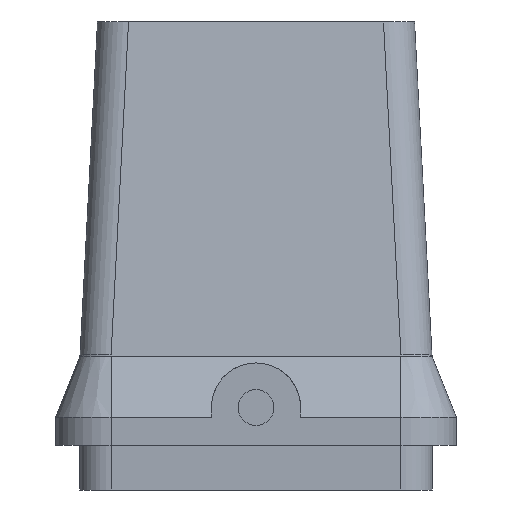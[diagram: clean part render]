
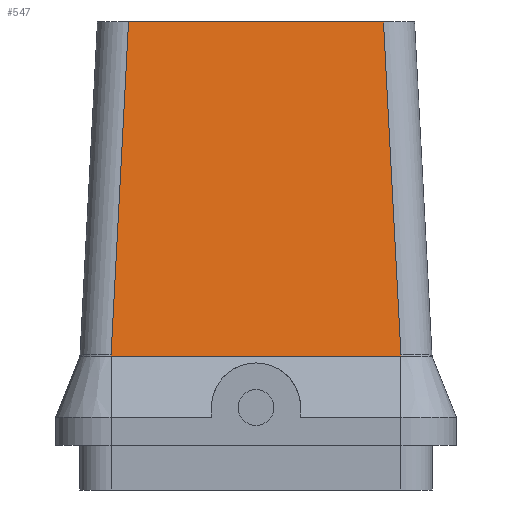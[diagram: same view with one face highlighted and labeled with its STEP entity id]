
A CAD part, left-side view. The second image highlights one B-rep face of the part: STEP entity #547.
In plain terms, the highlighted planar face has unit normal (-0.994, 0, 0.113).
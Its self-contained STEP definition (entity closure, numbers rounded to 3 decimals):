
#547 = ADVANCED_FACE( '', ( #1192 ), #1193, .F. );
#1192 = FACE_OUTER_BOUND( '', #2133, .T. );
#1193 = PLANE( '', #2134 );
#2133 = EDGE_LOOP( '', ( #4016, #4017, #4018, #4019, #4020, #4021, #4022, #4023 ) );
#2134 = AXIS2_PLACEMENT_3D( '', #4024, #4025, #4026 );
#4016 = ORIENTED_EDGE( '', *, *, #4872, .F. );
#4017 = ORIENTED_EDGE( '', *, *, #5157, .T. );
#4018 = ORIENTED_EDGE( '', *, *, #5231, .T. );
#4019 = ORIENTED_EDGE( '', *, *, #4795, .T. );
#4020 = ORIENTED_EDGE( '', *, *, #5073, .T. );
#4021 = ORIENTED_EDGE( '', *, *, #5232, .F. );
#4022 = ORIENTED_EDGE( '', *, *, #4768, .F. );
#4023 = ORIENTED_EDGE( '', *, *, #5233, .F. );
#4024 = CARTESIAN_POINT( '', ( -60.5, 124.121, 20. ) );
#4025 = DIRECTION( '', ( 0.994, 0., -0.113 ) );
#4026 = DIRECTION( '', ( -0.113, 0., -0.994 ) );
#4768 = EDGE_CURVE( '', #5666, #5661, #5668, .T. );
#4795 = EDGE_CURVE( '', #5713, #5714, #5715, .T. );
#4872 = EDGE_CURVE( '', #5830, #5832, #5833, .T. );
#5073 = EDGE_CURVE( '', #5714, #6059, #6137, .T. );
#5157 = EDGE_CURVE( '', #5830, #6254, #6256, .F. );
#5231 = EDGE_CURVE( '', #6254, #5713, #6354, .T. );
#5232 = EDGE_CURVE( '', #5661, #6059, #6355, .T. );
#5233 = EDGE_CURVE( '', #5832, #5666, #6356, .F. );
#5661 = VERTEX_POINT( '', #6986 );
#5666 = VERTEX_POINT( '', #7066 );
#5668 = B_SPLINE_CURVE_WITH_KNOTS( '', 3, ( #7068, #7069, #7070, #7071 ), .UNSPECIFIED., .F., .F., ( 4, 4 ), ( 0., 0. ), .UNSPECIFIED. );
#5713 = VERTEX_POINT( '', #7134 );
#5714 = VERTEX_POINT( '', #7135 );
#5715 = LINE( '', #7136, #7137 );
#5830 = VERTEX_POINT( '', #7422 );
#5832 = VERTEX_POINT( '', #7424 );
#5833 = LINE( '', #7425, #7426 );
#6059 = VERTEX_POINT( '', #7760 );
#6137 = LINE( '', #7945, #7946 );
#6254 = VERTEX_POINT( '', #8152 );
#6256 = LINE( '', #8154, #8155 );
#6354 = B_SPLINE_CURVE_WITH_KNOTS( '', 3, ( #8288, #8289, #8290, #8291 ), .UNSPECIFIED., .F., .F., ( 4, 4 ), ( 0., 0. ), .UNSPECIFIED. );
#6355 = LINE( '', #8292, #8293 );
#6356 = LINE( '', #8294, #8295 );
#6986 = CARTESIAN_POINT( '', ( -60.5, -32.545, 20. ) );
#7066 = CARTESIAN_POINT( '', ( -60.452, -32.51, 20.422 ) );
#7068 = CARTESIAN_POINT( '', ( -60.452, -32.51, 20.422 ) );
#7069 = CARTESIAN_POINT( '', ( -60.468, -32.517, 20.281 ) );
#7070 = CARTESIAN_POINT( '', ( -60.484, -32.529, 20.14 ) );
#7071 = CARTESIAN_POINT( '', ( -60.5, -32.545, 20. ) );
#7134 = CARTESIAN_POINT( '', ( -60.5, 32.545, 20. ) );
#7135 = CARTESIAN_POINT( '', ( -60.5, 32.5, 20. ) );
#7136 = CARTESIAN_POINT( '', ( -60.5, 124.121, 20. ) );
#7137 = VECTOR( '', #8765, 1000. );
#7422 = CARTESIAN_POINT( '', ( -52., 28.601, 95. ) );
#7424 = CARTESIAN_POINT( '', ( -52., -28.601, 95. ) );
#7425 = CARTESIAN_POINT( '', ( -52., 0., 95. ) );
#7426 = VECTOR( '', #8826, 1000. );
#7760 = CARTESIAN_POINT( '', ( -60.5, -32.5, 20. ) );
#7945 = CARTESIAN_POINT( '', ( -60.5, 124.121, 20. ) );
#7946 = VECTOR( '', #9044, 1000. );
#8152 = CARTESIAN_POINT( '', ( -60.452, 32.51, 20.422 ) );
#8154 = CARTESIAN_POINT( '', ( -60.541, 32.551, 19.64 ) );
#8155 = VECTOR( '', #9126, 1000. );
#8288 = CARTESIAN_POINT( '', ( -60.452, 32.51, 20.422 ) );
#8289 = CARTESIAN_POINT( '', ( -60.468, 32.517, 20.281 ) );
#8290 = CARTESIAN_POINT( '', ( -60.484, 32.529, 20.14 ) );
#8291 = CARTESIAN_POINT( '', ( -60.5, 32.545, 20. ) );
#8292 = CARTESIAN_POINT( '', ( -60.5, -124.121, 20. ) );
#8293 = VECTOR( '', #9196, 1000. );
#8294 = CARTESIAN_POINT( '', ( -60.541, -32.551, 19.64 ) );
#8295 = VECTOR( '', #9197, 1000. );
#8765 = DIRECTION( '', ( 0., -1., 0. ) );
#8826 = DIRECTION( '', ( 0., -1., 0. ) );
#9044 = DIRECTION( '', ( 0., -1., 0. ) );
#9126 = DIRECTION( '', ( 0.112, -0.052, 0.992 ) );
#9196 = DIRECTION( '', ( 0., 1., 0. ) );
#9197 = DIRECTION( '', ( 0.112, 0.052, 0.992 ) );
